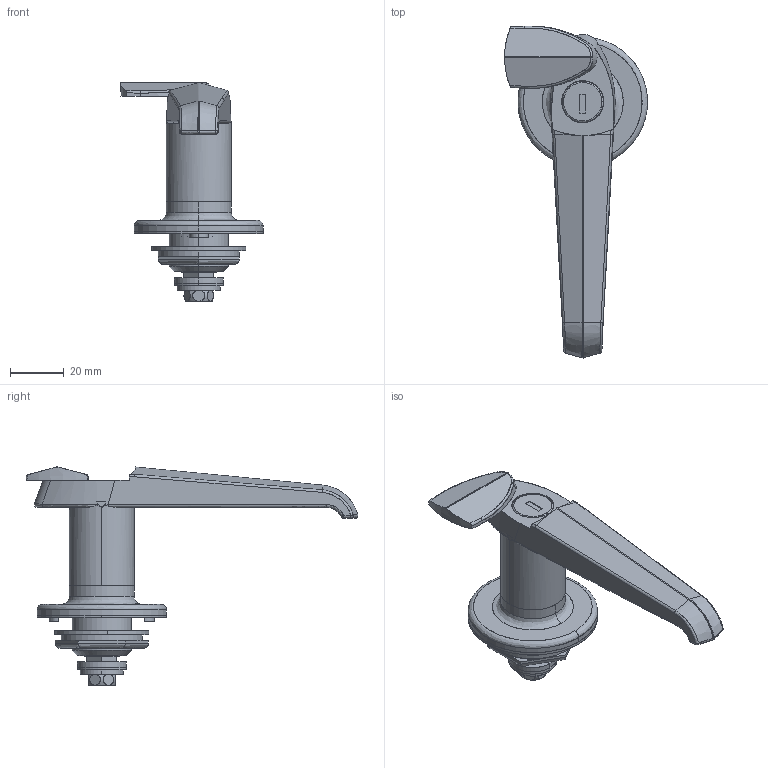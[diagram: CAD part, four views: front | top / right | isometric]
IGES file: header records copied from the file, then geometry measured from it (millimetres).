
Start section: SolidWorks IGES file using analytic representation for surfaces
Global section: file name: A-140-H-2-1.IGS,15; native system: HSolidWorks 2012; preprocessor: SolidWorks 2012; author: 1337yo; date: 130411.140318; units: millimetre
Bounding box: 53 x 123.07 x 80.9 mm (x, y, z)
Surface area: 30710 mm2 (no closed solid volume)
Topology: 0 solids, 0 shells, 334 faces, 4719 edges, 4709 vertices
Faces by surface type: bspline 192, revolution 142
